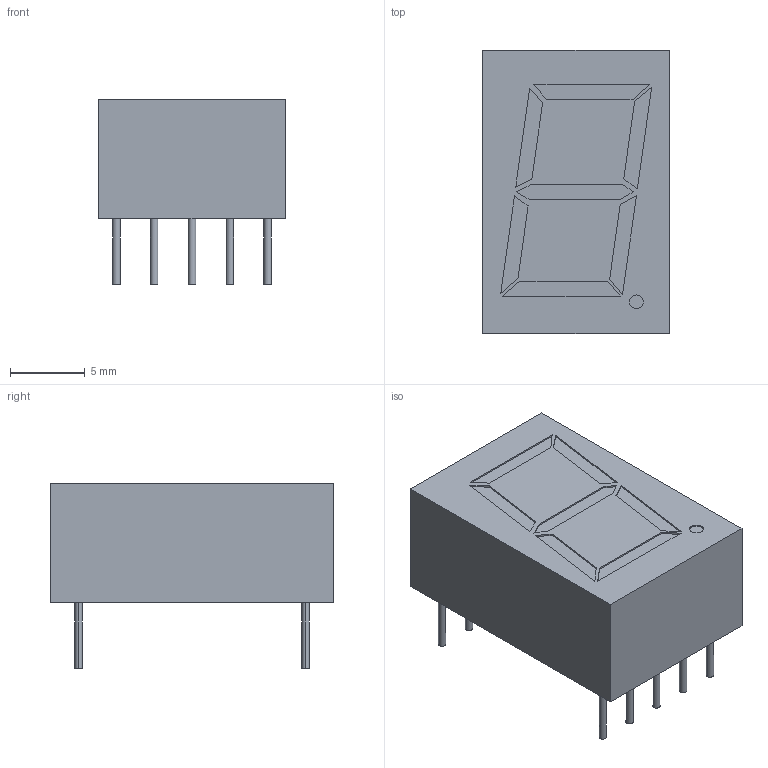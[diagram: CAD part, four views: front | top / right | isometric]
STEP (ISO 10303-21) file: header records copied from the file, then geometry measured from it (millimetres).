
FILE_DESCRIPTION (( 'STEP AP214' ), '1' );
FILE_NAME ('User Library-BS-C514RD.STEP', '2013-08-16T19:48:59', ( 'Windows User' ), ( '' ), 'SwSTEP 2.0', 'SolidWorks 2013', '' );
FILE_SCHEMA (( 'AUTOMOTIVE_DESIGN' ));
Length unit declared in the file: millimetre
Products named in the file (1): User Library-BS-C514RD
Bounding box: 12.5 x 19 x 12.4 mm (x, y, z)
Volume: 1904.1 mm3; surface area: 1059.1 mm2
Topology: 1 solids, 1 shells, 76 faces, 168 edges, 112 vertices
Faces by surface type: plane 54, cylinder 22
Entity records: 2966 total; most frequent: DIRECTION 366, CARTESIAN_POINT 357, ORIENTED_EDGE 336, EDGE_CURVE 168, VECTOR 124, LINE 124, AXIS2_PLACEMENT_3D 121, VERTEX_POINT 112
